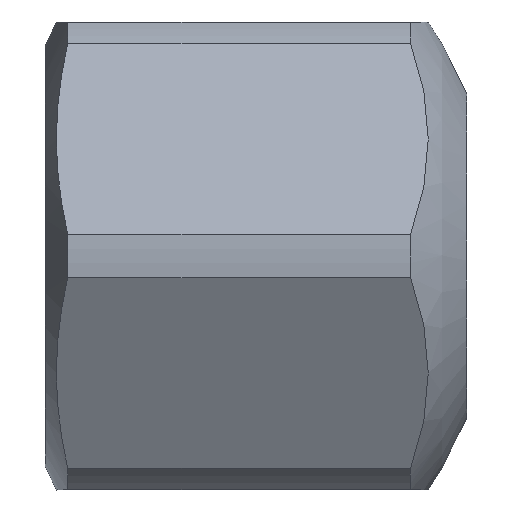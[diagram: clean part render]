
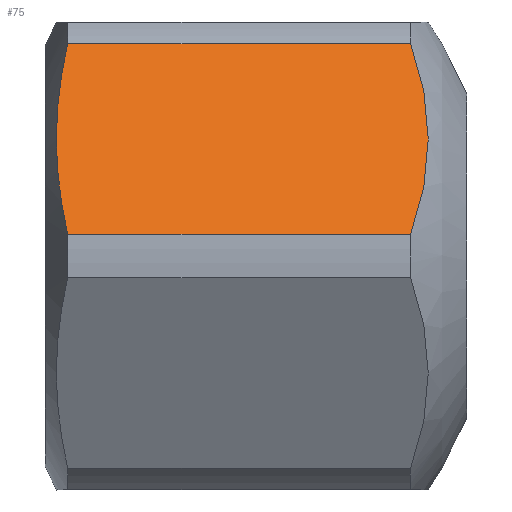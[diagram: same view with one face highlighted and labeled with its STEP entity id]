
A CAD part, front view. The second image highlights one B-rep face of the part: STEP entity #75.
In plain terms, the highlighted planar face has unit normal (0, -0.866, 0.5).
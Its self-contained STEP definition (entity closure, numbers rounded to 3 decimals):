
#75 = ADVANCED_FACE( '', ( #152 ), #153, .F. );
#152 = FACE_OUTER_BOUND( '', #223, .T. );
#153 = PLANE( '', #224 );
#223 = EDGE_LOOP( '', ( #372, #373, #374, #375 ) );
#224 = AXIS2_PLACEMENT_3D( '', #376, #377, #378 );
#372 = ORIENTED_EDGE( '', *, *, #449, .T. );
#373 = ORIENTED_EDGE( '', *, *, #451, .T. );
#374 = ORIENTED_EDGE( '', *, *, #438, .T. );
#375 = ORIENTED_EDGE( '', *, *, #414, .T. );
#376 = CARTESIAN_POINT( '', ( 9., -2.887, 5. ) );
#377 = DIRECTION( '', ( 0., 0.866, -0.5 ) );
#378 = DIRECTION( '', ( 0., 0.5, 0.866 ) );
#414 = EDGE_CURVE( '', #492, #490, #493, .T. );
#438 = EDGE_CURVE( '', #527, #492, #528, .T. );
#449 = EDGE_CURVE( '', #490, #538, #540, .F. );
#451 = EDGE_CURVE( '', #538, #527, #542, .F. );
#490 = VERTEX_POINT( '', #597 );
#492 = VERTEX_POINT( '', #599 );
#493 = LINE( '', #600, #601 );
#527 = VERTEX_POINT( '', #668 );
#528 = B_SPLINE_CURVE_WITH_KNOTS( '', 3, ( #669, #670, #671, #672, #673, #674, #675, #676 ), .UNSPECIFIED., .F., .F., ( 4, 2, 2, 4 ), ( 0., 0.002, 0.004, 0.005 ), .UNSPECIFIED. );
#538 = VERTEX_POINT( '', #686 );
#540 = CIRCLE( '', #688, 7.483 );
#542 = LINE( '', #690, #691 );
#597 = CARTESIAN_POINT( '', ( 7.801, -5.505, 0.464 ) );
#599 = CARTESIAN_POINT( '', ( 0.478, -5.505, 0.464 ) );
#600 = CARTESIAN_POINT( '', ( 9., -5.505, 0.464 ) );
#601 = VECTOR( '', #725, 1000. );
#668 = CARTESIAN_POINT( '', ( 0.478, -3.155, 4.536 ) );
#669 = CARTESIAN_POINT( '', ( 0.478, -3.155, 4.536 ) );
#670 = CARTESIAN_POINT( '', ( 0.323, -3.544, 3.861 ) );
#671 = CARTESIAN_POINT( '', ( 0.234, -3.935, 3.184 ) );
#672 = CARTESIAN_POINT( '', ( 0.233, -4.523, 2.165 ) );
#673 = CARTESIAN_POINT( '', ( 0.255, -4.72, 1.825 ) );
#674 = CARTESIAN_POINT( '', ( 0.338, -5.113, 1.144 ) );
#675 = CARTESIAN_POINT( '', ( 0.401, -5.31, 0.802 ) );
#676 = CARTESIAN_POINT( '', ( 0.478, -5.505, 0.464 ) );
#686 = CARTESIAN_POINT( '', ( 7.801, -3.155, 4.536 ) );
#688 = AXIS2_PLACEMENT_3D( '', #774, #775, #776 );
#690 = CARTESIAN_POINT( '', ( 9., -3.155, 4.536 ) );
#691 = VECTOR( '', #777, 1000. );
#725 = DIRECTION( '', ( 1., 0., 0. ) );
#774 = CARTESIAN_POINT( '', ( 0.696, -4.33, 2.5 ) );
#775 = DIRECTION( '', ( 0., 0.866, -0.5 ) );
#776 = DIRECTION( '', ( 0., 0.5, 0.866 ) );
#777 = DIRECTION( '', ( 1., 0., 0. ) );
